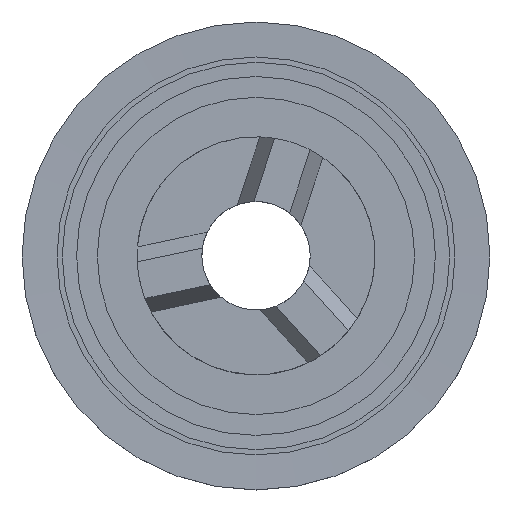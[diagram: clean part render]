
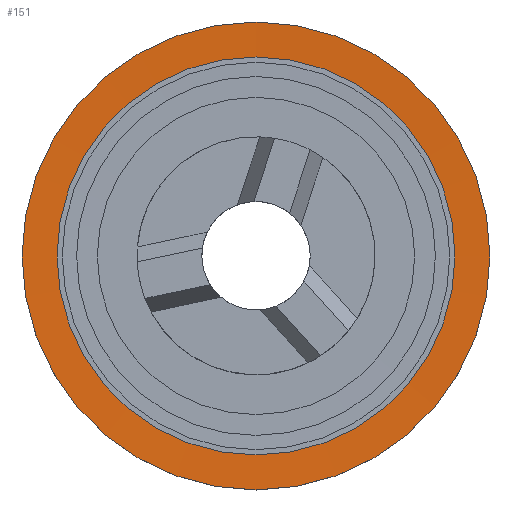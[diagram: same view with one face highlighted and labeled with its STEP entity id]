
A CAD part, top view. The second image highlights one B-rep face of the part: STEP entity #151.
In plain terms, the highlighted conical face has half-angle 88.8 degrees and reference radius 7.527 mm.
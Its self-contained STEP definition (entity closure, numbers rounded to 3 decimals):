
#120=CONICAL_SURFACE('',#599,7.527,88.8);
#151=ADVANCED_FACE('',(#202,#203),#120,.F.);
#202=FACE_BOUND('',#252,.T.);
#203=FACE_BOUND('',#253,.T.);
#252=EDGE_LOOP('',(#362));
#253=EDGE_LOOP('',(#363));
#362=ORIENTED_EDGE('',*,*,#457,.F.);
#363=ORIENTED_EDGE('',*,*,#461,.T.);
#402=VERTEX_POINT('',#935);
#406=VERTEX_POINT('',#953);
#457=EDGE_CURVE('',#402,#402,#487,.T.);
#461=EDGE_CURVE('',#406,#406,#491,.T.);
#487=CIRCLE('',#591,8.85);
#491=CIRCLE('',#598,7.527);
#591=AXIS2_PLACEMENT_3D('',#934,#717,#718);
#598=AXIS2_PLACEMENT_3D('',#952,#732,#733);
#599=AXIS2_PLACEMENT_3D('',#961,#735,#736);
#717=DIRECTION('',(0.,0.,-1.));
#718=DIRECTION('',(-1.,0.,0.));
#732=DIRECTION('',(0.,0.,-1.));
#733=DIRECTION('',(-1.,0.,0.));
#735=DIRECTION('',(0.,0.,1.));
#736=DIRECTION('',(1.,0.,0.));
#934=CARTESIAN_POINT('',(0.,0.,-4.54));
#935=CARTESIAN_POINT('',(-8.85,0.,-4.54));
#952=CARTESIAN_POINT('',(0.,0.,-4.568));
#953=CARTESIAN_POINT('',(-7.527,0.,-4.568));
#961=CARTESIAN_POINT('',(0.,0.,-4.568));
